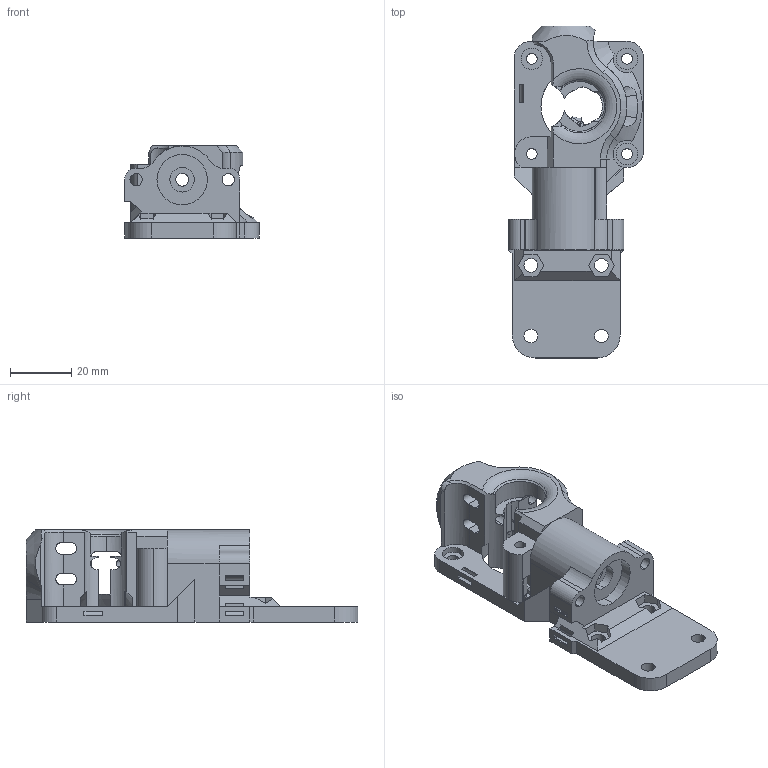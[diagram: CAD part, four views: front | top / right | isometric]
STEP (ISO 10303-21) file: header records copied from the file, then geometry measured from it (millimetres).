
FILE_DESCRIPTION (( 'STEP AP203' ), '1' );
FILE_NAME ('Single Extruder_16_01_2017 (Mejorada filaflex i3_MK8).STEP', '2017-01-26T18:57:47', ( '' ), ( '' ), 'SwSTEP 2.0', 'SolidWorks 2016', '' );
FILE_SCHEMA (( 'CONFIG_CONTROL_DESIGN' ));
Length unit declared in the file: millimetre
Products named in the file (1): Single Extruder_16_01_2017 (Mejorada filaflex i3_MK8)
Bounding box: 43.9 x 108.05 x 30 mm (x, y, z)
Volume: 47117.8 mm3; surface area: 18755.4 mm2
Topology: 1 solids, 1 shells, 302 faces, 880 edges, 571 vertices
Faces by surface type: plane 140, cylinder 121, cone 18, bspline 13, torus 8, sphere 2
Entity records: 11866 total; most frequent: CARTESIAN_POINT 3798, ORIENTED_EDGE 1752, DIRECTION 1605, EDGE_CURVE 876, VERTEX_POINT 569, AXIS2_PLACEMENT_3D 566, LINE 473, VECTOR 473
